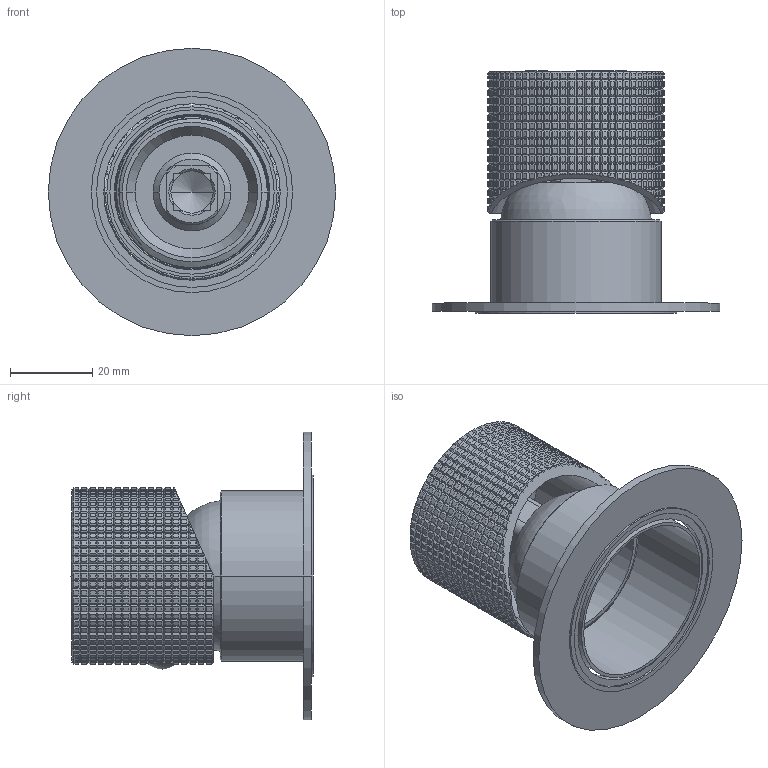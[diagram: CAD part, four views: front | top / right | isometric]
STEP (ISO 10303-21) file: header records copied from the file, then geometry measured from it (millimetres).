
FILE_DESCRIPTION((''),'2;1');
FILE_NAME('ALOG246E002','2023-05-08T15:18:16',('michelaferrini'),(''),'CREO PARAMETRIC BY PTC INC, 2022164','CREO PARAMETRIC BY PTC INC, 2022164','');
FILE_SCHEMA(('CONFIG_CONTROL_DESIGN'));
Products named in the file (8): SINMAC0010_AF0; ALOG230C001; AOTT608C002_AF0; ALOG230W001_AF0; SCCMAC0011; ALOG005C007; SPLMAC0005; ALOG246E002
Assembly tree (7 placements, depth 3):
  ALOG246E002
    SINMAC0010_AF0
    ALOG230W001_AF0
      ALOG230C001
      AOTT608C002_AF0
    SCCMAC0011
    ALOG005C007
    SPLMAC0005
Bounding box: 70 x 59.11 x 70 mm (x, y, z)
Volume: 24538.9 mm3; surface area: 28980.2 mm2
Topology: 6 solids, 7 shells, 5285 faces, 10853 edges, 5580 vertices
Faces by surface type: plane 2113, cone 2016, cylinder 1098, bspline 38, sphere 12, torus 8
Entity records: 146350 total; most frequent: CARTESIAN_POINT 43982, ORIENTED_EDGE 21688, DIRECTION 20298, EDGE_CURVE 10847, AXIS2_PLACEMENT_3D 8498, VERTEX_POINT 5580, EDGE_LOOP 5303, FACE_OUTER_BOUND 5285
